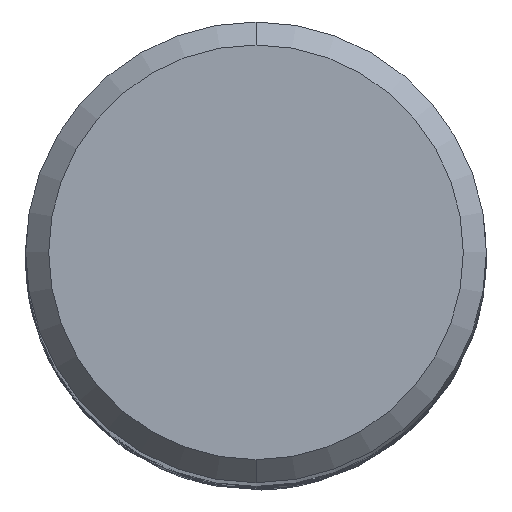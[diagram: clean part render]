
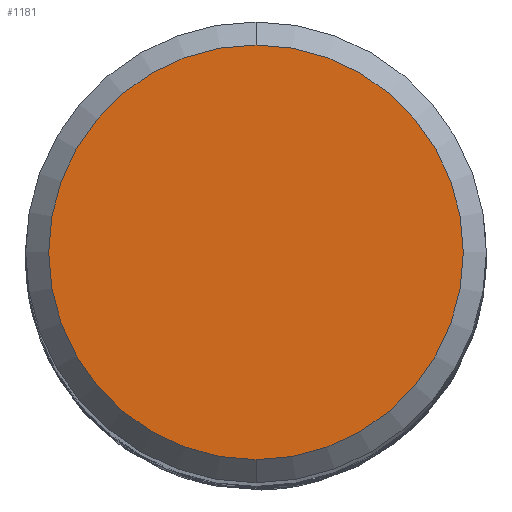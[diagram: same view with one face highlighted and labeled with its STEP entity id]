
A CAD part, top view. The second image highlights one B-rep face of the part: STEP entity #1181.
In plain terms, the highlighted planar face has unit normal (0, 0, 1).
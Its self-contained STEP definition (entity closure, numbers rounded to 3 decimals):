
#773=EDGE_CURVE('',#1189,#1131,#1989,.T.);
#1131=VERTEX_POINT('',#2386);
#1181=ADVANCED_FACE('',(#2439),#2440,.T.);
#1189=VERTEX_POINT('',#2448);
#1449=EDGE_CURVE('',#1131,#1189,#2731,.T.);
#1989=CIRCLE('',#5535,5.4);
#2386=CARTESIAN_POINT('',(0.0,5.4,0.0));
#2439=FACE_OUTER_BOUND('',#13869,.T.);
#2440=PLANE('',#13870);
#2448=CARTESIAN_POINT('',(0.,-5.4,0.0));
#2731=CIRCLE('',#17011,5.4);
#5535=AXIS2_PLACEMENT_3D('',#21906,#21907,#21908);
#13869=EDGE_LOOP('',(#22390,#22391));
#13870=AXIS2_PLACEMENT_3D('',#22392,#22393,#22394);
#17011=AXIS2_PLACEMENT_3D('',#22669,#22670,#22671);
#21906=CARTESIAN_POINT('',(0.0,0.0,0.0));
#21907=DIRECTION('',(0.0,0.0,-1.0));
#21908=DIRECTION('',(0.0,1.0,0.0));
#22390=ORIENTED_EDGE('',*,*,#1449,.F.);
#22391=ORIENTED_EDGE('',*,*,#773,.F.);
#22392=CARTESIAN_POINT('',(0.0,2.7,0.0));
#22393=DIRECTION('',(-0.0,0.0,1.0));
#22394=DIRECTION('',(0.0,-1.0,0.0));
#22669=CARTESIAN_POINT('',(0.0,0.0,0.0));
#22670=DIRECTION('',(0.0,0.0,-1.0));
#22671=DIRECTION('',(0.0,1.0,0.0));
